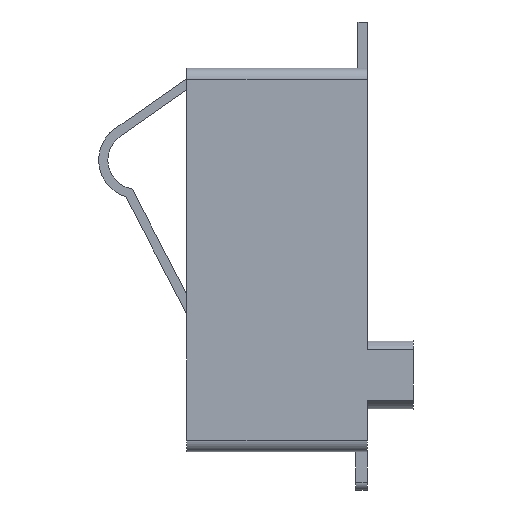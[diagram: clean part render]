
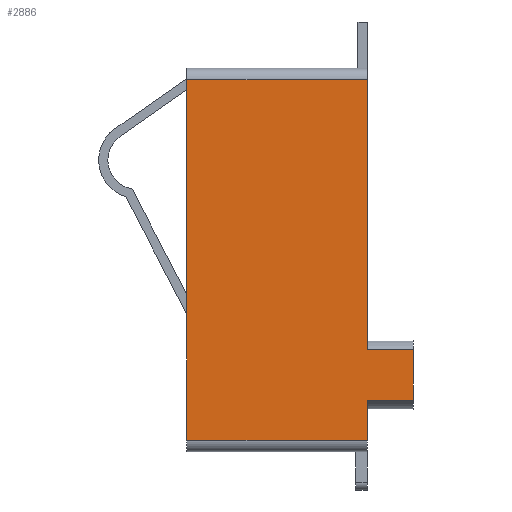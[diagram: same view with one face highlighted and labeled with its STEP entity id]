
A CAD part, left-side view. The second image highlights one B-rep face of the part: STEP entity #2886.
In plain terms, the highlighted planar face has unit normal (-1, 0, 0).
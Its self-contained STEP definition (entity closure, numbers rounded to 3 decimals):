
#135=ORIENTED_EDGE('',*,*,#770,.T.);
#136=ORIENTED_EDGE('',*,*,#771,.F.);
#137=ORIENTED_EDGE('',*,*,#772,.T.);
#138=ORIENTED_EDGE('',*,*,#773,.T.);
#139=ORIENTED_EDGE('',*,*,#774,.T.);
#140=ORIENTED_EDGE('',*,*,#775,.F.);
#141=ORIENTED_EDGE('',*,*,#776,.F.);
#142=ORIENTED_EDGE('',*,*,#768,.T.);
#768=EDGE_CURVE('',#1086,#1085,#1297,.T.);
#770=EDGE_CURVE('',#1085,#1087,#1298,.T.);
#771=EDGE_CURVE('',#1088,#1087,#1299,.T.);
#772=EDGE_CURVE('',#1088,#1089,#1300,.T.);
#773=EDGE_CURVE('',#1089,#1090,#1301,.T.);
#774=EDGE_CURVE('',#1090,#1091,#1302,.T.);
#775=EDGE_CURVE('',#1092,#1091,#1303,.T.);
#776=EDGE_CURVE('',#1086,#1092,#1304,.T.);
#1085=VERTEX_POINT('',#3809);
#1086=VERTEX_POINT('',#3811);
#1087=VERTEX_POINT('',#3815);
#1088=VERTEX_POINT('',#3817);
#1089=VERTEX_POINT('',#3819);
#1090=VERTEX_POINT('',#3821);
#1091=VERTEX_POINT('',#3823);
#1092=VERTEX_POINT('',#3825);
#1297=LINE('',#3810,#1547);
#1298=LINE('',#3814,#1548);
#1299=LINE('',#3816,#1549);
#1300=LINE('',#3818,#1550);
#1301=LINE('',#3820,#1551);
#1302=LINE('',#3822,#1552);
#1303=LINE('',#3824,#1553);
#1304=LINE('',#3826,#1554);
#1547=VECTOR('',#3195,1000.);
#1548=VECTOR('',#3200,1000.);
#1549=VECTOR('',#3201,1000.);
#1550=VECTOR('',#3202,1000.);
#1551=VECTOR('',#3203,1000.);
#1552=VECTOR('',#3204,1000.);
#1553=VECTOR('',#3205,1000.);
#1554=VECTOR('',#3206,1000.);
#1791=EDGE_LOOP('',(#135,#136,#137,#138,#139,#140,#141,#142));
#1911=FACE_BOUND('',#1791,.T.);
#2030=PLANE('',#3004);
#2886=ADVANCED_FACE('',(#1911),#2030,.F.);
#3004=AXIS2_PLACEMENT_3D('',#3813,#3198,#3199);
#3195=DIRECTION('',(0.,-1.,0.));
#3198=DIRECTION('',(1.,0.,0.));
#3199=DIRECTION('',(0.,0.,-1.));
#3200=DIRECTION('',(0.,0.,1.));
#3201=DIRECTION('',(0.,1.,0.));
#3202=DIRECTION('',(0.,0.,1.));
#3203=DIRECTION('',(0.,1.,0.));
#3204=DIRECTION('',(0.,0.,1.));
#3205=DIRECTION('',(0.,-1.,0.));
#3206=DIRECTION('',(0.,0.,1.));
#3809=CARTESIAN_POINT('',(-2.223,0.,0.15));
#3810=CARTESIAN_POINT('',(-2.223,2.35,0.15));
#3811=CARTESIAN_POINT('',(-2.223,2.35,0.15));
#3813=CARTESIAN_POINT('',(-2.223,2.35,0.15));
#3814=CARTESIAN_POINT('',(-2.223,0.,0.15));
#3815=CARTESIAN_POINT('',(-2.223,0.,0.671));
#3816=CARTESIAN_POINT('',(-2.223,-0.6,0.671));
#3817=CARTESIAN_POINT('',(-2.223,-0.6,0.671));
#3818=CARTESIAN_POINT('',(-2.223,-0.6,0.671));
#3819=CARTESIAN_POINT('',(-2.223,-0.6,1.329));
#3820=CARTESIAN_POINT('',(-2.223,-0.6,1.329));
#3821=CARTESIAN_POINT('',(-2.223,0.,1.329));
#3822=CARTESIAN_POINT('',(-2.223,0.,0.15));
#3823=CARTESIAN_POINT('',(-2.223,0.,4.85));
#3824=CARTESIAN_POINT('',(-2.223,2.35,4.85));
#3825=CARTESIAN_POINT('',(-2.223,2.35,4.85));
#3826=CARTESIAN_POINT('',(-2.223,2.35,0.15));
